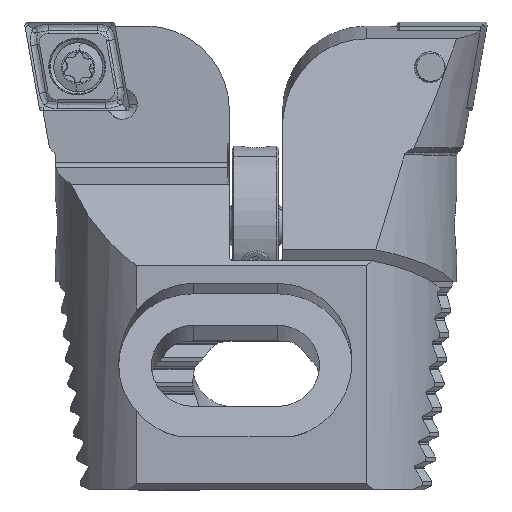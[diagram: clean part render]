
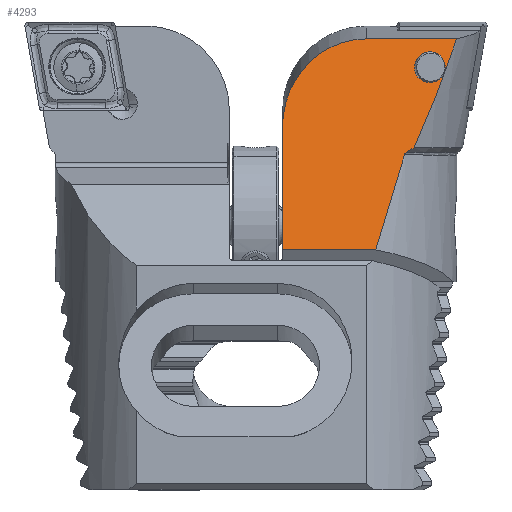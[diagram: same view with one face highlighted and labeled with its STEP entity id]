
A CAD part, top view. The second image highlights one B-rep face of the part: STEP entity #4293.
In plain terms, the highlighted face is planar.
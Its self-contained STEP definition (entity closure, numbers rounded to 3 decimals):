
#198 = CARTESIAN_POINT ( 'NONE',  ( 49., -1.828, -10.942 ) ) ;
#220 = VECTOR ( 'NONE', #9717, 1000. ) ;
#289 = EDGE_CURVE ( 'NONE', #7627, #9856, #8435, .T. ) ;
#298 = CARTESIAN_POINT ( 'NONE',  ( 8.084, -13.645, -14.108 ) ) ;
#472 = CARTESIAN_POINT ( 'NONE',  ( 7.818, -13.473, -14.062 ) ) ;
#712 = EDGE_CURVE ( 'NONE', #5933, #3526, #2066, .T. ) ;
#769 = CARTESIAN_POINT ( 'NONE',  ( 8.847, -14.266, -14.275 ) ) ;
#773 = VERTEX_POINT ( 'NONE', #8055 ) ;
#1232 = CARTESIAN_POINT ( 'NONE',  ( 10.809, -21.427, -16.194 ) ) ;
#1581 = CARTESIAN_POINT ( 'NONE',  ( 8.619, -13.983, -14.199 ) ) ;
#1638 = EDGE_CURVE ( 'NONE', #6550, #3949, #3035, .T. ) ;
#1649 = CARTESIAN_POINT ( 'NONE',  ( 4.477, -4.859, -11.754 ) ) ;
#1819 = EDGE_CURVE ( 'NONE', #773, #3829, #2574, .T. ) ;
#2066 =( BOUNDED_CURVE ( )  B_SPLINE_CURVE ( 3, ( #4464, #4001, #5387, #5449 ),
 .UNSPECIFIED., .F., .F. ) 
 B_SPLINE_CURVE_WITH_KNOTS ( ( 4, 4 ),
 ( 0., 1.571 ),
 .UNSPECIFIED. ) 
 CURVE ( )  GEOMETRIC_REPRESENTATION_ITEM ( )  RATIONAL_B_SPLINE_CURVE ( ( 1., 0.805, 0.805, 1. ) ) 
 REPRESENTATION_ITEM ( '' )  );
#2132 =( BOUNDED_CURVE ( )  B_SPLINE_CURVE ( 3, ( #6904, #1232, #4501, #10105 ),
 .UNSPECIFIED., .F., .F. ) 
 B_SPLINE_CURVE_WITH_KNOTS ( ( 4, 4 ),
 ( 3.769, 3.965 ),
 .UNSPECIFIED. ) 
 CURVE ( )  GEOMETRIC_REPRESENTATION_ITEM ( )  RATIONAL_B_SPLINE_CURVE ( ( 1., 0.997, 0.997, 1. ) ) 
 REPRESENTATION_ITEM ( '' )  );
#2146 = CARTESIAN_POINT ( 'NONE',  ( 7.818, -13.473, -14.062 ) ) ;
#2337 =( BOUNDED_CURVE ( )  B_SPLINE_CURVE ( 3, ( #2146, #7021, #3871, #9493 ),
 .UNSPECIFIED., .F., .T. ) 
 B_SPLINE_CURVE_WITH_KNOTS ( ( 4, 4 ),
 ( 3.554, 3.679 ),
 .UNSPECIFIED. ) 
 CURVE ( )  GEOMETRIC_REPRESENTATION_ITEM ( )  RATIONAL_B_SPLINE_CURVE ( ( 1., 0.999, 0.999, 1. ) ) 
 REPRESENTATION_ITEM ( '' )  );
#2478 = CARTESIAN_POINT ( 'NONE',  ( 4.446, -1.559, -10.87 ) ) ;
#2488 = CARTESIAN_POINT ( 'NONE',  ( 7.779, -4.859, -11.754 ) ) ;
#2574 =( BOUNDED_CURVE ( )  B_SPLINE_CURVE ( 3, ( #1649, #5647, #7947, #7986 ),
 .UNSPECIFIED., .F., .F. ) 
 B_SPLINE_CURVE_WITH_KNOTS ( ( 4, 4 ),
 ( 1.441, 4.583 ),
 .UNSPECIFIED. ) 
 CURVE ( )  GEOMETRIC_REPRESENTATION_ITEM ( )  RATIONAL_B_SPLINE_CURVE ( ( 1., 0.333, 0.333, 1. ) ) 
 REPRESENTATION_ITEM ( '' )  );
#2637 = LINE ( 'NONE', #9561, #220 ) ;
#2660 = ORIENTED_EDGE ( 'NONE', *, *, #7787, .T. ) ;
#2753 = ORIENTED_EDGE ( 'NONE', *, *, #6162, .T. ) ;
#3035 = B_SPLINE_CURVE_WITH_KNOTS ( 'NONE', 3,
 ( #10004, #10114, #298, #472 ),
 .UNSPECIFIED., .F., .F.,
 ( 4, 4 ),
 ( 0., 0.001 ),
 .UNSPECIFIED. ) ;
#3243 = DIRECTION ( 'NONE',  ( 0., -0.966, -0.259 ) ) ;
#3314 = DIRECTION ( 'NONE',  ( 0., -0.259, 0.966 ) ) ;
#3448 = DIRECTION ( 'NONE',  ( -1., 0., 0. ) ) ;
#3526 = VERTEX_POINT ( 'NONE', #9144 ) ;
#3718 = EDGE_CURVE ( 'NONE', #7627, #3526, #2637, .T. ) ;
#3790 = ORIENTED_EDGE ( 'NONE', *, *, #1819, .T. ) ;
#3829 = VERTEX_POINT ( 'NONE', #2488 ) ;
#3871 = CARTESIAN_POINT ( 'NONE',  ( 4.722, -6.18, -12.108 ) ) ;
#3949 = VERTEX_POINT ( 'NONE', #10068 ) ;
#4001 = CARTESIAN_POINT ( 'NONE',  ( 18.172, -1.828, -10.942 ) ) ;
#4098 = CARTESIAN_POINT ( 'NONE',  ( 7.748, -1.559, -10.87 ) ) ;
#4146 = VECTOR ( 'NONE', #3448, 1000. ) ;
#4185 = EDGE_LOOP ( 'NONE', ( #5161, #9583, #10424, #6701, #6955, #7355, #6975, #2660 ) ) ;
#4293 = ADVANCED_FACE ( 'NONE', ( #6967, #6698 ), #5015, .F. ) ;
#4357 =( BOUNDED_CURVE ( )  B_SPLINE_CURVE ( 3, ( #4901, #4098, #2478, #8172 ),
 .UNSPECIFIED., .F., .T. ) 
 B_SPLINE_CURVE_WITH_KNOTS ( ( 4, 4 ),
 ( 4.583, 7.724 ),
 .UNSPECIFIED. ) 
 CURVE ( )  GEOMETRIC_REPRESENTATION_ITEM ( )  RATIONAL_B_SPLINE_CURVE ( ( 1., 0.333, 0.333, 1. ) ) 
 REPRESENTATION_ITEM ( '' )  );
#4384 = EDGE_CURVE ( 'NONE', #7452, #6550, #8029, .T. ) ;
#4464 = CARTESIAN_POINT ( 'NONE',  ( 12.9, -1.828, -10.942 ) ) ;
#4501 = CARTESIAN_POINT ( 'NONE',  ( 9.781, -18.026, -15.282 ) ) ;
#4901 = CARTESIAN_POINT ( 'NONE',  ( 7.779, -4.859, -11.754 ) ) ;
#4916 = CARTESIAN_POINT ( 'NONE',  ( 49., -1.828, -10.942 ) ) ;
#5015 = PLANE ( 'NONE',  #10101 ) ;
#5074 = CARTESIAN_POINT ( 'NONE',  ( 11.921, -24.437, -17. ) ) ;
#5084 = DIRECTION ( 'NONE',  ( -1., 0., 0. ) ) ;
#5117 = CARTESIAN_POINT ( 'NONE',  ( 49., -24.437, -17. ) ) ;
#5161 = ORIENTED_EDGE ( 'NONE', *, *, #8130, .F. ) ;
#5378 = CARTESIAN_POINT ( 'NONE',  ( 12.9, -1.828, -10.942 ) ) ;
#5387 = CARTESIAN_POINT ( 'NONE',  ( 21.9, -5.711, -11.982 ) ) ;
#5449 = CARTESIAN_POINT ( 'NONE',  ( 21.9, -11.204, -13.454 ) ) ;
#5647 = CARTESIAN_POINT ( 'NONE',  ( 4.508, -8.159, -12.638 ) ) ;
#5696 = CARTESIAN_POINT ( 'NONE',  ( 8.619, -13.983, -14.199 ) ) ;
#5765 = CARTESIAN_POINT ( 'NONE',  ( 8.672, -14.016, -14.208 ) ) ;
#5795 = CARTESIAN_POINT ( 'NONE',  ( 8.721, -14.057, -14.219 ) ) ;
#5933 = VERTEX_POINT ( 'NONE', #5378 ) ;
#5990 = EDGE_LOOP ( 'NONE', ( #2753, #3790 ) ) ;
#6067 = CARTESIAN_POINT ( 'NONE',  ( 8.847, -14.266, -14.275 ) ) ;
#6162 = EDGE_CURVE ( 'NONE', #3829, #773, #4357, .T. ) ;
#6496 = CARTESIAN_POINT ( 'NONE',  ( 8.801, -14.151, -14.244 ) ) ;
#6550 = VERTEX_POINT ( 'NONE', #1581 ) ;
#6698 = FACE_OUTER_BOUND ( 'NONE', #4185, .T. ) ;
#6701 = ORIENTED_EDGE ( 'NONE', *, *, #289, .T. ) ;
#6904 = CARTESIAN_POINT ( 'NONE',  ( 11.921, -24.437, -17. ) ) ;
#6955 = ORIENTED_EDGE ( 'NONE', *, *, #9394, .T. ) ;
#6967 = FACE_BOUND ( 'NONE', #5990, .T. ) ;
#6975 = ORIENTED_EDGE ( 'NONE', *, *, #1638, .T. ) ;
#7017 = LINE ( 'NONE', #198, #8639 ) ;
#7021 = CARTESIAN_POINT ( 'NONE',  ( 6.247, -10.067, -13.15 ) ) ;
#7149 = VERTEX_POINT ( 'NONE', #9667 ) ;
#7355 = ORIENTED_EDGE ( 'NONE', *, *, #4384, .T. ) ;
#7430 = CARTESIAN_POINT ( 'NONE',  ( 8.833, -14.205, -14.258 ) ) ;
#7452 = VERTEX_POINT ( 'NONE', #6067 ) ;
#7484 = CARTESIAN_POINT ( 'NONE',  ( 21.9, -24.437, -17. ) ) ;
#7627 = VERTEX_POINT ( 'NONE', #7484 ) ;
#7787 = EDGE_CURVE ( 'NONE', #3949, #7149, #2337, .T. ) ;
#7947 = CARTESIAN_POINT ( 'NONE',  ( 7.81, -8.159, -12.638 ) ) ;
#7986 = CARTESIAN_POINT ( 'NONE',  ( 7.779, -4.859, -11.754 ) ) ;
#8029 = B_SPLINE_CURVE_WITH_KNOTS ( 'NONE', 3,
 ( #769, #7430, #6496, #5795, #5765, #5696 ),
 .UNSPECIFIED., .F., .F.,
 ( 4, 2, 4 ),
 ( 0., 0., 0. ),
 .UNSPECIFIED. ) ;
#8055 = CARTESIAN_POINT ( 'NONE',  ( 4.477, -4.859, -11.754 ) ) ;
#8130 = EDGE_CURVE ( 'NONE', #5933, #7149, #7017, .T. ) ;
#8172 = CARTESIAN_POINT ( 'NONE',  ( 4.477, -4.859, -11.754 ) ) ;
#8435 = LINE ( 'NONE', #5117, #4146 ) ;
#8639 = VECTOR ( 'NONE', #5084, 1000. ) ;
#9144 = CARTESIAN_POINT ( 'NONE',  ( 21.9, -11.204, -13.454 ) ) ;
#9394 = EDGE_CURVE ( 'NONE', #9856, #7452, #2132, .T. ) ;
#9493 = CARTESIAN_POINT ( 'NONE',  ( 3.249, -1.828, -10.942 ) ) ;
#9561 = CARTESIAN_POINT ( 'NONE',  ( 21.9, -24.437, -17. ) ) ;
#9583 = ORIENTED_EDGE ( 'NONE', *, *, #712, .T. ) ;
#9667 = CARTESIAN_POINT ( 'NONE',  ( 3.249, -1.828, -10.942 ) ) ;
#9717 = DIRECTION ( 'NONE',  ( 0., 0.966, 0.259 ) ) ;
#9856 = VERTEX_POINT ( 'NONE', #5074 ) ;
#10004 = CARTESIAN_POINT ( 'NONE',  ( 8.619, -13.983, -14.199 ) ) ;
#10068 = CARTESIAN_POINT ( 'NONE',  ( 7.818, -13.473, -14.062 ) ) ;
#10101 = AXIS2_PLACEMENT_3D ( 'NONE', #4916, #3314, #3243 ) ;
#10105 = CARTESIAN_POINT ( 'NONE',  ( 8.847, -14.266, -14.275 ) ) ;
#10114 = CARTESIAN_POINT ( 'NONE',  ( 8.351, -13.815, -14.154 ) ) ;
#10424 = ORIENTED_EDGE ( 'NONE', *, *, #3718, .F. ) ;
